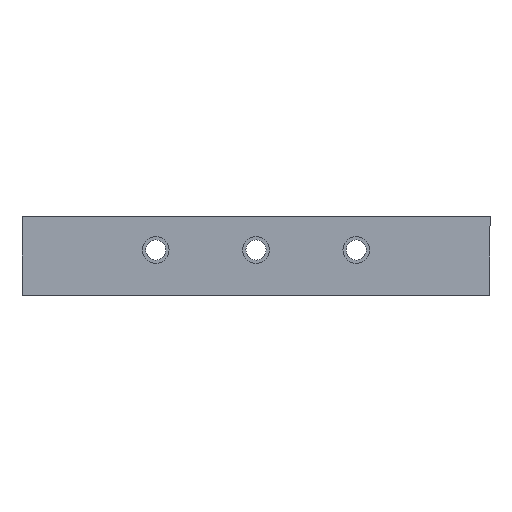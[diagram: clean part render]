
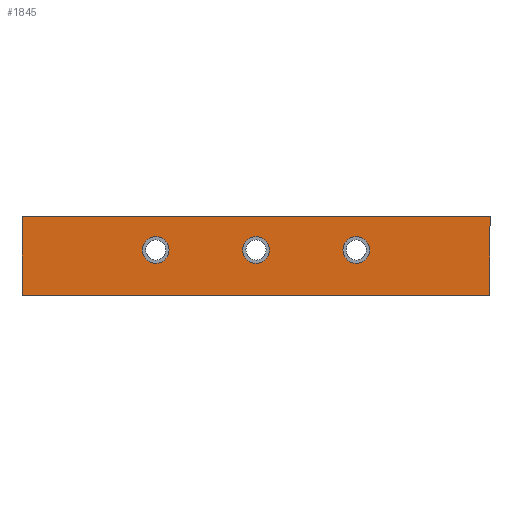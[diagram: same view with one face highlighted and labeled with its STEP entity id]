
A CAD part, left-side view. The second image highlights one B-rep face of the part: STEP entity #1845.
In plain terms, the highlighted planar face has unit normal (-1, 0, 0).
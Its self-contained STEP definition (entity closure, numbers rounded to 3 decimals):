
#11 = ORIENTED_EDGE ( 'NONE', *, *, #3776, .F. ) ;
#33 = LINE ( 'NONE', #303, #3846 ) ;
#121 = DIRECTION ( 'NONE',  ( 0., -1., 0. ) ) ;
#160 = EDGE_LOOP ( 'NONE', ( #2659, #669, #2848, #4066 ) ) ;
#178 = CIRCLE ( 'NONE', #1679, 20. ) ;
#201 = FACE_OUTER_BOUND ( 'NONE', #160, .T. ) ;
#267 = ORIENTED_EDGE ( 'NONE', *, *, #2836, .F. ) ;
#292 = CARTESIAN_POINT ( 'NONE',  ( -1648.432, 360.506, 250.993 ) ) ;
#303 = CARTESIAN_POINT ( 'NONE',  ( -1648.432, 560.506, 182.993 ) ) ;
#378 = EDGE_LOOP ( 'NONE', ( #1463, #267 ) ) ;
#397 = DIRECTION ( 'NONE',  ( 0., -1., 0. ) ) ;
#399 = DIRECTION ( 'NONE',  ( 0., -1., 0. ) ) ;
#413 = DIRECTION ( 'NONE',  ( -1., 0., 0. ) ) ;
#435 = CARTESIAN_POINT ( 'NONE',  ( -1648.432, 210.506, 250.993 ) ) ;
#515 = EDGE_CURVE ( 'NONE', #3211, #3416, #3605, .T. ) ;
#525 = VERTEX_POINT ( 'NONE', #1412 ) ;
#618 = LINE ( 'NONE', #1970, #3789 ) ;
#669 = ORIENTED_EDGE ( 'NONE', *, *, #3550, .T. ) ;
#708 = CARTESIAN_POINT ( 'NONE',  ( -1648.432, 60.506, 250.993 ) ) ;
#780 = DIRECTION ( 'NONE',  ( -1., 0., 0. ) ) ;
#786 = DIRECTION ( 'NONE',  ( 0., -1., 0. ) ) ;
#812 = CARTESIAN_POINT ( 'NONE',  ( -1648.432, 60.506, 250.993 ) ) ;
#857 = AXIS2_PLACEMENT_3D ( 'NONE', #708, #2737, #399 ) ;
#858 = CIRCLE ( 'NONE', #4280, 20. ) ;
#928 = CARTESIAN_POINT ( 'NONE',  ( -1648.432, 40.506, 250.993 ) ) ;
#955 = DIRECTION ( 'NONE',  ( 0., -1., 0. ) ) ;
#987 = CIRCLE ( 'NONE', #3832, 20. ) ;
#1012 = EDGE_CURVE ( 'NONE', #1925, #3211, #33, .T. ) ;
#1015 = EDGE_LOOP ( 'NONE', ( #2026, #1881 ) ) ;
#1225 = CIRCLE ( 'NONE', #3547, 20. ) ;
#1323 = CARTESIAN_POINT ( 'NONE',  ( -1648.432, 340.506, 250.993 ) ) ;
#1360 = CIRCLE ( 'NONE', #2210, 20. ) ;
#1410 = CARTESIAN_POINT ( 'NONE',  ( -1648.432, 560.506, 300.993 ) ) ;
#1412 = CARTESIAN_POINT ( 'NONE',  ( -1648.432, 80.506, 250.993 ) ) ;
#1463 = ORIENTED_EDGE ( 'NONE', *, *, #3907, .F. ) ;
#1469 = CARTESIAN_POINT ( 'NONE',  ( -1648.432, 210.506, 250.993 ) ) ;
#1530 = VECTOR ( 'NONE', #2434, 1000. ) ;
#1573 = ORIENTED_EDGE ( 'NONE', *, *, #3353, .F. ) ;
#1580 = EDGE_CURVE ( 'NONE', #1775, #1925, #618, .T. ) ;
#1656 = VECTOR ( 'NONE', #2808, 1000. ) ;
#1679 = AXIS2_PLACEMENT_3D ( 'NONE', #292, #2993, #955 ) ;
#1775 = VERTEX_POINT ( 'NONE', #1410 ) ;
#1820 = DIRECTION ( 'NONE',  ( -1., 0., 0. ) ) ;
#1845 = ADVANCED_FACE ( 'NONE', ( #3222, #3114, #2373, #201 ), #2084, .T. ) ;
#1881 = ORIENTED_EDGE ( 'NONE', *, *, #2378, .F. ) ;
#1919 = DIRECTION ( 'NONE',  ( 0., 0., -1. ) ) ;
#1925 = VERTEX_POINT ( 'NONE', #4193 ) ;
#1970 = CARTESIAN_POINT ( 'NONE',  ( -1648.432, 560.506, 300.993 ) ) ;
#1992 = CARTESIAN_POINT ( 'NONE',  ( -1648.432, 360.506, 250.993 ) ) ;
#2026 = ORIENTED_EDGE ( 'NONE', *, *, #3839, .F. ) ;
#2059 = CARTESIAN_POINT ( 'NONE',  ( -1648.432, -139.494, 300.993 ) ) ;
#2069 = CARTESIAN_POINT ( 'NONE',  ( -1648.432, 210.506, 250.993 ) ) ;
#2084 = PLANE ( 'NONE',  #3621 ) ;
#2197 = LINE ( 'NONE', #3509, #1656 ) ;
#2210 = AXIS2_PLACEMENT_3D ( 'NONE', #1992, #2664, #3695 ) ;
#2227 = VERTEX_POINT ( 'NONE', #2641 ) ;
#2228 = CARTESIAN_POINT ( 'NONE',  ( -1648.432, -139.494, 182.993 ) ) ;
#2322 = DIRECTION ( 'NONE',  ( 0., -1., 0. ) ) ;
#2373 = FACE_BOUND ( 'NONE', #1015, .T. ) ;
#2378 = EDGE_CURVE ( 'NONE', #525, #3341, #1225, .T. ) ;
#2431 = DIRECTION ( 'NONE',  ( -1., 0., 0. ) ) ;
#2434 = DIRECTION ( 'NONE',  ( 0., 0., 1. ) ) ;
#2556 = VERTEX_POINT ( 'NONE', #2601 ) ;
#2601 = CARTESIAN_POINT ( 'NONE',  ( -1648.432, 380.506, 250.993 ) ) ;
#2641 = CARTESIAN_POINT ( 'NONE',  ( -1648.432, 190.506, 250.993 ) ) ;
#2659 = ORIENTED_EDGE ( 'NONE', *, *, #515, .T. ) ;
#2664 = DIRECTION ( 'NONE',  ( -1., 0., 0. ) ) ;
#2737 = DIRECTION ( 'NONE',  ( -1., 0., 0. ) ) ;
#2808 = DIRECTION ( 'NONE',  ( 0., 1., 0. ) ) ;
#2811 = DIRECTION ( 'NONE',  ( 0., -1., 0. ) ) ;
#2836 = EDGE_CURVE ( 'NONE', #3016, #2227, #987, .T. ) ;
#2848 = ORIENTED_EDGE ( 'NONE', *, *, #1580, .T. ) ;
#2993 = DIRECTION ( 'NONE',  ( -1., 0., 0. ) ) ;
#3016 = VERTEX_POINT ( 'NONE', #3527 ) ;
#3114 = FACE_BOUND ( 'NONE', #378, .T. ) ;
#3211 = VERTEX_POINT ( 'NONE', #2228 ) ;
#3222 = FACE_BOUND ( 'NONE', #3332, .T. ) ;
#3332 = EDGE_LOOP ( 'NONE', ( #11, #1573 ) ) ;
#3341 = VERTEX_POINT ( 'NONE', #928 ) ;
#3353 = EDGE_CURVE ( 'NONE', #2556, #3729, #1360, .T. ) ;
#3371 = CARTESIAN_POINT ( 'NONE',  ( -1648.432, -139.494, 300.993 ) ) ;
#3416 = VERTEX_POINT ( 'NONE', #3371 ) ;
#3509 = CARTESIAN_POINT ( 'NONE',  ( -1648.432, 560.506, 300.993 ) ) ;
#3527 = CARTESIAN_POINT ( 'NONE',  ( -1648.432, 230.506, 250.993 ) ) ;
#3547 = AXIS2_PLACEMENT_3D ( 'NONE', #812, #1820, #121 ) ;
#3550 = EDGE_CURVE ( 'NONE', #3416, #1775, #2197, .T. ) ;
#3605 = LINE ( 'NONE', #2059, #1530 ) ;
#3621 = AXIS2_PLACEMENT_3D ( 'NONE', #2069, #2431, #397 ) ;
#3674 = CIRCLE ( 'NONE', #857, 20. ) ;
#3695 = DIRECTION ( 'NONE',  ( 0., -1., 0. ) ) ;
#3729 = VERTEX_POINT ( 'NONE', #1323 ) ;
#3776 = EDGE_CURVE ( 'NONE', #3729, #2556, #178, .T. ) ;
#3789 = VECTOR ( 'NONE', #1919, 1000. ) ;
#3832 = AXIS2_PLACEMENT_3D ( 'NONE', #435, #780, #2811 ) ;
#3839 = EDGE_CURVE ( 'NONE', #3341, #525, #3674, .T. ) ;
#3846 = VECTOR ( 'NONE', #2322, 1000. ) ;
#3907 = EDGE_CURVE ( 'NONE', #2227, #3016, #858, .T. ) ;
#4066 = ORIENTED_EDGE ( 'NONE', *, *, #1012, .T. ) ;
#4193 = CARTESIAN_POINT ( 'NONE',  ( -1648.432, 560.506, 182.993 ) ) ;
#4280 = AXIS2_PLACEMENT_3D ( 'NONE', #1469, #413, #786 ) ;
